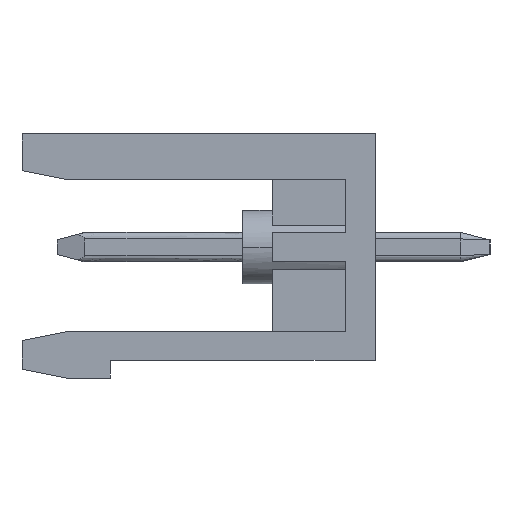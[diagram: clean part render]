
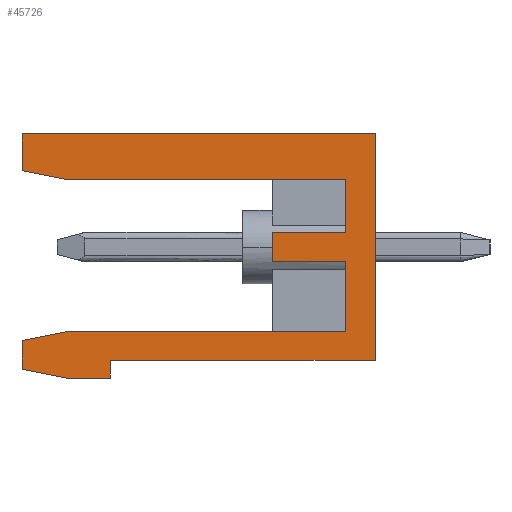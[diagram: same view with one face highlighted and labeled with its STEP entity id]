
A CAD part, left-side view. The second image highlights one B-rep face of the part: STEP entity #45726.
In plain terms, the highlighted planar face has unit normal (-1, 0, 0).
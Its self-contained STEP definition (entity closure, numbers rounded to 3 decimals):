
#43841=CARTESIAN_POINT('',(-25.685,-1.399,-2.397));
#43842=VERTEX_POINT('',#43841);
#43852=CARTESIAN_POINT('',(-25.685,-10.259,-2.397));
#43853=VERTEX_POINT('',#43852);
#43854=CARTESIAN_POINT('',(-25.685,-1.399,-2.397));
#43855=DIRECTION('',(0.,-1.,0.));
#43856=VECTOR('',#43855,8.86);
#43857=LINE('',#43854,#43856);
#43858=EDGE_CURVE('',#43842,#43853,#43857,.T.);
#44200=CARTESIAN_POINT('',(-25.685,-1.399,2.425));
#44201=VERTEX_POINT('',#44200);
#44211=CARTESIAN_POINT('',(-25.685,0.,2.705));
#44212=VERTEX_POINT('',#44211);
#44213=CARTESIAN_POINT('',(-25.685,-1.399,2.425));
#44214=DIRECTION('',(0.,0.981,0.196));
#44215=VECTOR('',#44214,1.427);
#44216=LINE('',#44213,#44215);
#44217=EDGE_CURVE('',#44201,#44212,#44216,.T.);
#44247=CARTESIAN_POINT('',(-25.685,0.,-2.677));
#44248=VERTEX_POINT('',#44247);
#44258=CARTESIAN_POINT('',(-25.685,0.,-2.677));
#44259=DIRECTION('',(0.,-0.981,0.196));
#44260=VECTOR('',#44259,1.427);
#44261=LINE('',#44258,#44260);
#44262=EDGE_CURVE('',#44248,#43842,#44261,.T.);
#44465=CARTESIAN_POINT('',(-25.685,-10.259,2.425));
#44466=VERTEX_POINT('',#44465);
#44476=CARTESIAN_POINT('',(-25.685,-10.259,2.425));
#44477=DIRECTION('',(0.,1.,0.));
#44478=VECTOR('',#44477,8.86);
#44479=LINE('',#44476,#44478);
#44480=EDGE_CURVE('',#44466,#44201,#44479,.T.);
#44514=CARTESIAN_POINT('',(-25.685,-10.259,0.746));
#44515=VERTEX_POINT('',#44514);
#44525=CARTESIAN_POINT('',(-25.685,-10.259,0.746));
#44526=DIRECTION('',(0.,0.,1.));
#44527=VECTOR('',#44526,1.679);
#44528=LINE('',#44525,#44527);
#44529=EDGE_CURVE('',#44515,#44466,#44528,.T.);
#44551=CARTESIAN_POINT('',(-25.685,-7.927,0.746));
#44552=VERTEX_POINT('',#44551);
#44562=CARTESIAN_POINT('',(-25.685,-7.927,0.746));
#44563=DIRECTION('',(0.,-1.,0.));
#44564=VECTOR('',#44563,2.332);
#44565=LINE('',#44562,#44564);
#44566=EDGE_CURVE('',#44552,#44515,#44565,.T.);
#44599=CARTESIAN_POINT('',(-25.685,-7.927,-0.187));
#44600=VERTEX_POINT('',#44599);
#44610=CARTESIAN_POINT('',(-25.685,-7.927,-0.187));
#44611=DIRECTION('',(0.,0.,1.));
#44612=VECTOR('',#44611,0.933);
#44613=LINE('',#44610,#44612);
#44614=EDGE_CURVE('',#44600,#44552,#44613,.T.);
#44636=CARTESIAN_POINT('',(-25.685,-10.259,-0.187));
#44637=VERTEX_POINT('',#44636);
#44647=CARTESIAN_POINT('',(-25.685,-10.259,-0.187));
#44648=DIRECTION('',(0.,1.,0.));
#44649=VECTOR('',#44648,2.332);
#44650=LINE('',#44647,#44649);
#44651=EDGE_CURVE('',#44637,#44600,#44650,.T.);
#44683=CARTESIAN_POINT('',(-25.685,-10.259,-2.397));
#44684=DIRECTION('',(0.,0.,1.));
#44685=VECTOR('',#44684,2.21);
#44686=LINE('',#44683,#44685);
#44687=EDGE_CURVE('',#43853,#44637,#44686,.T.);
#45626=CARTESIAN_POINT('',(-25.685,-1.399,-3.87));
#45627=VERTEX_POINT('',#45626);
#45637=CARTESIAN_POINT('',(-25.685,0.,-3.591));
#45638=VERTEX_POINT('',#45637);
#45639=CARTESIAN_POINT('',(-25.685,-1.399,-3.87));
#45640=DIRECTION('',(0.,0.981,0.196));
#45641=VECTOR('',#45640,1.427);
#45642=LINE('',#45639,#45641);
#45643=EDGE_CURVE('',#45627,#45638,#45642,.T.);
#45657=CARTESIAN_POINT('',(-25.685,-3.572,-1.782));
#45658=DIRECTION('',(0.,0.,1.));
#45659=DIRECTION('',(-1.,0.,0.));
#45660=AXIS2_PLACEMENT_3D('',#45657,#45659,#45658);
#45661=PLANE('',#45660);
#45662=CARTESIAN_POINT('',(-25.685,0.,3.87));
#45663=VERTEX_POINT('',#45662);
#45664=CARTESIAN_POINT('',(-25.685,0.,3.87));
#45665=DIRECTION('',(0.,0.,-1.));
#45666=VECTOR('',#45665,1.166);
#45667=LINE('',#45664,#45666);
#45668=EDGE_CURVE('',#45663,#44212,#45667,.T.);
#45669=ORIENTED_EDGE('',*,*,#45668,.T.);
#45670=ORIENTED_EDGE('',*,*,#44217,.F.);
#45671=ORIENTED_EDGE('',*,*,#44480,.F.);
#45672=ORIENTED_EDGE('',*,*,#44529,.F.);
#45673=ORIENTED_EDGE('',*,*,#44566,.F.);
#45674=ORIENTED_EDGE('',*,*,#44614,.F.);
#45675=ORIENTED_EDGE('',*,*,#44651,.F.);
#45676=ORIENTED_EDGE('',*,*,#44687,.F.);
#45677=ORIENTED_EDGE('',*,*,#43858,.F.);
#45678=ORIENTED_EDGE('',*,*,#44262,.F.);
#45679=CARTESIAN_POINT('',(-25.685,0.,-2.677));
#45680=DIRECTION('',(0.,0.,-1.));
#45681=VECTOR('',#45680,0.914);
#45682=LINE('',#45679,#45681);
#45683=EDGE_CURVE('',#44248,#45638,#45682,.T.);
#45684=ORIENTED_EDGE('',*,*,#45683,.T.);
#45685=ORIENTED_EDGE('',*,*,#45643,.F.);
#45686=CARTESIAN_POINT('',(-25.685,-2.798,-3.87));
#45687=VERTEX_POINT('',#45686);
#45688=CARTESIAN_POINT('',(-25.685,-1.399,-3.87));
#45689=DIRECTION('',(0.,-1.,0.));
#45690=VECTOR('',#45689,1.399);
#45691=LINE('',#45688,#45690);
#45692=EDGE_CURVE('',#45627,#45687,#45691,.T.);
#45693=ORIENTED_EDGE('',*,*,#45692,.T.);
#45694=CARTESIAN_POINT('',(-25.685,-2.798,-3.311));
#45695=VERTEX_POINT('',#45694);
#45696=CARTESIAN_POINT('',(-25.685,-2.798,-3.87));
#45697=DIRECTION('',(0.,0.,1.));
#45698=VECTOR('',#45697,0.56);
#45699=LINE('',#45696,#45698);
#45700=EDGE_CURVE('',#45687,#45695,#45699,.T.);
#45701=ORIENTED_EDGE('',*,*,#45700,.T.);
#45702=CARTESIAN_POINT('',(-25.685,-11.192,-3.311));
#45703=VERTEX_POINT('',#45702);
#45704=CARTESIAN_POINT('',(-25.685,-2.798,-3.311));
#45705=DIRECTION('',(0.,-1.,0.));
#45706=VECTOR('',#45705,8.394);
#45707=LINE('',#45704,#45706);
#45708=EDGE_CURVE('',#45695,#45703,#45707,.T.);
#45709=ORIENTED_EDGE('',*,*,#45708,.T.);
#45710=CARTESIAN_POINT('',(-25.685,-11.192,3.87));
#45711=VERTEX_POINT('',#45710);
#45712=CARTESIAN_POINT('',(-25.685,-11.192,-3.311));
#45713=DIRECTION('',(0.,0.,1.));
#45714=VECTOR('',#45713,7.181);
#45715=LINE('',#45712,#45714);
#45716=EDGE_CURVE('',#45703,#45711,#45715,.T.);
#45717=ORIENTED_EDGE('',*,*,#45716,.T.);
#45718=CARTESIAN_POINT('',(-25.685,-11.192,3.87));
#45719=DIRECTION('',(0.,1.,0.));
#45720=VECTOR('',#45719,11.192);
#45721=LINE('',#45718,#45720);
#45722=EDGE_CURVE('',#45711,#45663,#45721,.T.);
#45723=ORIENTED_EDGE('',*,*,#45722,.T.);
#45724=EDGE_LOOP('',(#45669,#45670,#45671,#45672,#45673,#45674,#45675,#45676,#45677,#45678,#45684,#45685,#45693,#45701,#45709,#45717,#45723));
#45725=FACE_OUTER_BOUND('',#45724,.T.);
#45726=ADVANCED_FACE('',(#45725),#45661,.T.);
